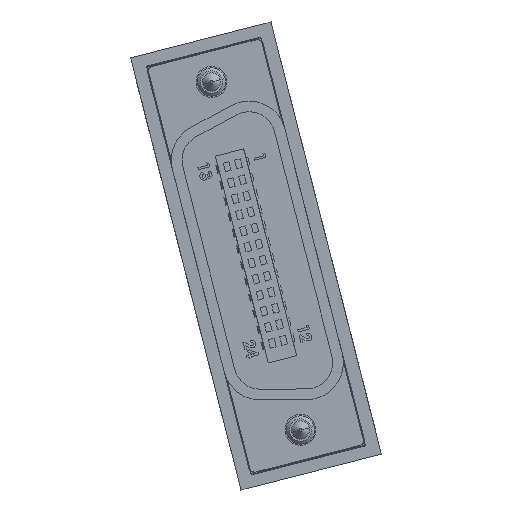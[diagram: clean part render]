
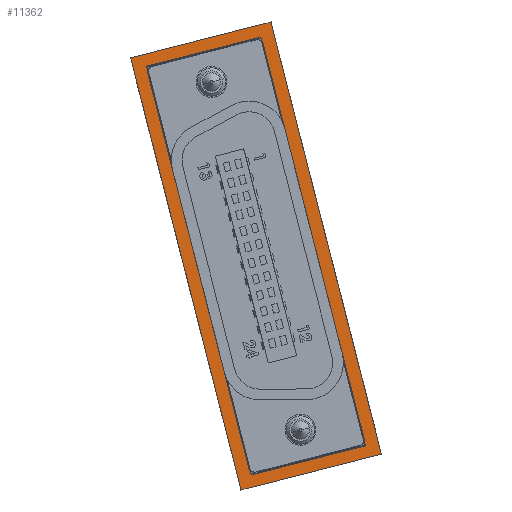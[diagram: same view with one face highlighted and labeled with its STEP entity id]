
A CAD part, front view. The second image highlights one B-rep face of the part: STEP entity #11362.
In plain terms, the highlighted face is planar.
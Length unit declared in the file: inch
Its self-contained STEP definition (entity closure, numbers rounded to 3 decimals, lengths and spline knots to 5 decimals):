
#11157 = EDGE_CURVE ( 'NONE', #11158, #11159, #51593, .T. ) ;
#11158 = VERTEX_POINT ( 'NONE', #51589 ) ;
#11159 = VERTEX_POINT ( 'NONE', #51588 ) ;
#11362 = ADVANCED_FACE ( 'NONE', ( #52304, #52303 ), #52342, .F. ) ;
#11363 = EDGE_LOOP ( 'NONE', ( #11418, #11422, #11425, #11428 ) ) ;
#11403 = ORIENTED_EDGE ( 'NONE', *, *, #11404, .F. ) ;
#11404 = EDGE_CURVE ( 'NONE', #11405, #11433, #52441, .T. ) ;
#11405 = VERTEX_POINT ( 'NONE', #52437 ) ;
#11406 = ORIENTED_EDGE ( 'NONE', *, *, #11407, .T. ) ;
#11407 = EDGE_CURVE ( 'NONE', #11405, #11158, #52435, .T. ) ;
#11408 = ORIENTED_EDGE ( 'NONE', *, *, #11157, .T. ) ;
#11418 = ORIENTED_EDGE ( 'NONE', *, *, #11419, .T. ) ;
#11419 = EDGE_CURVE ( 'NONE', #11420, #11421, #52517, .T. ) ;
#11420 = VERTEX_POINT ( 'NONE', #52513 ) ;
#11421 = VERTEX_POINT ( 'NONE', #52512 ) ;
#11422 = ORIENTED_EDGE ( 'NONE', *, *, #11423, .T. ) ;
#11423 = EDGE_CURVE ( 'NONE', #11421, #11424, #52511, .T. ) ;
#11424 = VERTEX_POINT ( 'NONE', #52507 ) ;
#11425 = ORIENTED_EDGE ( 'NONE', *, *, #11426, .T. ) ;
#11426 = EDGE_CURVE ( 'NONE', #11424, #11427, #52506, .T. ) ;
#11427 = VERTEX_POINT ( 'NONE', #52502 ) ;
#11428 = ORIENTED_EDGE ( 'NONE', *, *, #11429, .T. ) ;
#11429 = EDGE_CURVE ( 'NONE', #11427, #11420, #52501, .T. ) ;
#11430 = EDGE_LOOP ( 'NONE', ( #11431, #11403, #11406, #11408 ) ) ;
#11431 = ORIENTED_EDGE ( 'NONE', *, *, #11432, .T. ) ;
#11432 = EDGE_CURVE ( 'NONE', #11159, #11433, #52497, .T. ) ;
#11433 = VERTEX_POINT ( 'NONE', #52493 ) ;
#51588 = CARTESIAN_POINT ( 'NONE',  ( 1.144, -0.372, 0.625 ) ) ;
#51589 = CARTESIAN_POINT ( 'NONE',  ( -1.144, -0.372, 0.625 ) ) ;
#51590 = DIRECTION ( 'NONE',  ( 1., 0., 0. ) ) ;
#51591 = VECTOR ( 'NONE', #51590, 39.37008 ) ;
#51592 = CARTESIAN_POINT ( 'NONE',  ( -0.9175, -0.372, 0.625 ) ) ;
#51593 = LINE ( 'NONE', #51592, #51591 ) ;
#52303 = FACE_OUTER_BOUND ( 'NONE', #11430, .T. ) ;
#52304 = FACE_BOUND ( 'NONE', #11363, .T. ) ;
#52338 = DIRECTION ( 'NONE',  ( -1., 0., 0. ) ) ;
#52339 = DIRECTION ( 'NONE',  ( 0., 0., -1. ) ) ;
#52340 = CARTESIAN_POINT ( 'NONE',  ( -0.9175, 0.372, 0.625 ) ) ;
#52341 = AXIS2_PLACEMENT_3D ( 'NONE', #52340, #52339, #52338 ) ;
#52342 = PLANE ( 'NONE',  #52341 ) ;
#52432 = DIRECTION ( 'NONE',  ( 0., -1., 0. ) ) ;
#52433 = VECTOR ( 'NONE', #52432, 39.37008 ) ;
#52434 = CARTESIAN_POINT ( 'NONE',  ( -1.144, 0.372, 0.625 ) ) ;
#52435 = LINE ( 'NONE', #52434, #52433 ) ;
#52437 = CARTESIAN_POINT ( 'NONE',  ( -1.144, 0.372, 0.625 ) ) ;
#52438 = DIRECTION ( 'NONE',  ( 1., 0., 0. ) ) ;
#52439 = VECTOR ( 'NONE', #52438, 39.37008 ) ;
#52440 = CARTESIAN_POINT ( 'NONE',  ( -0.9175, 0.372, 0.625 ) ) ;
#52441 = LINE ( 'NONE', #52440, #52439 ) ;
#52493 = CARTESIAN_POINT ( 'NONE',  ( 1.144, 0.372, 0.625 ) ) ;
#52494 = DIRECTION ( 'NONE',  ( 0., 1., 0. ) ) ;
#52495 = VECTOR ( 'NONE', #52494, 39.37008 ) ;
#52496 = CARTESIAN_POINT ( 'NONE',  ( 1.144, 0.372, 0.625 ) ) ;
#52497 = LINE ( 'NONE', #52496, #52495 ) ;
#52498 = DIRECTION ( 'NONE',  ( -1., 0., 0. ) ) ;
#52499 = VECTOR ( 'NONE', #52498, 39.37008 ) ;
#52500 = CARTESIAN_POINT ( 'NONE',  ( -0.9175, -0.302, 0.625 ) ) ;
#52501 = LINE ( 'NONE', #52500, #52499 ) ;
#52502 = CARTESIAN_POINT ( 'NONE',  ( 1.082, -0.302, 0.625 ) ) ;
#52503 = DIRECTION ( 'NONE',  ( 0., -1., 0. ) ) ;
#52504 = VECTOR ( 'NONE', #52503, 39.37008 ) ;
#52505 = CARTESIAN_POINT ( 'NONE',  ( 1.082, 0.372, 0.625 ) ) ;
#52506 = LINE ( 'NONE', #52505, #52504 ) ;
#52507 = CARTESIAN_POINT ( 'NONE',  ( 1.082, 0.302, 0.625 ) ) ;
#52508 = DIRECTION ( 'NONE',  ( 1., 0., 0. ) ) ;
#52509 = VECTOR ( 'NONE', #52508, 39.37008 ) ;
#52510 = CARTESIAN_POINT ( 'NONE',  ( -0.9175, 0.302, 0.625 ) ) ;
#52511 = LINE ( 'NONE', #52510, #52509 ) ;
#52512 = CARTESIAN_POINT ( 'NONE',  ( -1.082, 0.302, 0.625 ) ) ;
#52513 = CARTESIAN_POINT ( 'NONE',  ( -1.082, -0.302, 0.625 ) ) ;
#52514 = DIRECTION ( 'NONE',  ( 0., 1., 0. ) ) ;
#52515 = VECTOR ( 'NONE', #52514, 39.37008 ) ;
#52516 = CARTESIAN_POINT ( 'NONE',  ( -1.082, 0.372, 0.625 ) ) ;
#52517 = LINE ( 'NONE', #52516, #52515 ) ;
